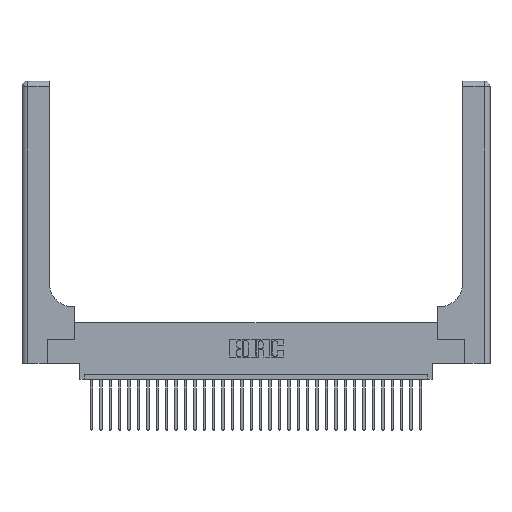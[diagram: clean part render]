
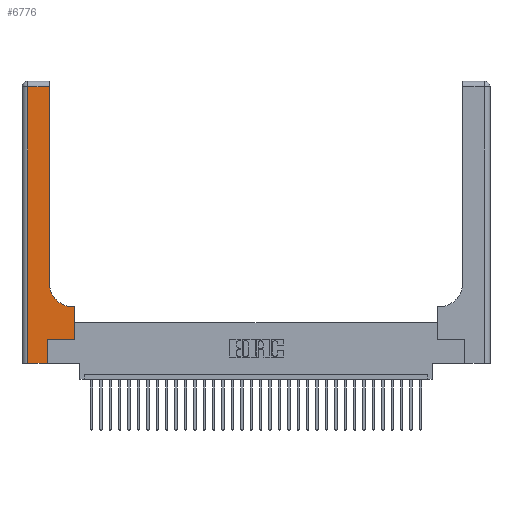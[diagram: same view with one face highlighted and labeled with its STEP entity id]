
A CAD part, top view. The second image highlights one B-rep face of the part: STEP entity #6776.
In plain terms, the highlighted planar face has unit normal (0, 0, 1).
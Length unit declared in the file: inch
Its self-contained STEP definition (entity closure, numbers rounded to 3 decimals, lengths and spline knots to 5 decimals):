
#401 = LINE ( 'NONE', #20697, #19270 ) ;
#704 = CARTESIAN_POINT ( 'NONE',  ( 0.2915, 0.6, 0.37 ) ) ;
#1200 = FACE_OUTER_BOUND ( 'NONE', #11925, .T. ) ;
#1442 = LINE ( 'NONE', #4520, #13031 ) ;
#2526 = VERTEX_POINT ( 'NONE', #9591 ) ;
#2686 = CIRCLE ( 'NONE', #14935, 0.25 ) ;
#3194 = ORIENTED_EDGE ( 'NONE', *, *, #23476, .T. ) ;
#3693 = ORIENTED_EDGE ( 'NONE', *, *, #10312, .T. ) ;
#3863 = VERTEX_POINT ( 'NONE', #24699 ) ;
#4520 = CARTESIAN_POINT ( 'NONE',  ( 0.2915, 3., 0.37 ) ) ;
#4707 = LINE ( 'NONE', #13426, #12694 ) ;
#5249 = VECTOR ( 'NONE', #30117, 39.37008 ) ;
#6121 = ORIENTED_EDGE ( 'NONE', *, *, #9096, .T. ) ;
#6776 = ADVANCED_FACE ( 'NONE', ( #1200 ), #20077, .F. ) ;
#7639 = EDGE_CURVE ( 'NONE', #12095, #23238, #24995, .T. ) ;
#8139 = VECTOR ( 'NONE', #18357, 39.37008 ) ;
#9096 = EDGE_CURVE ( 'NONE', #2526, #30942, #1442, .T. ) ;
#9270 = VERTEX_POINT ( 'NONE', #18593 ) ;
#9391 = CARTESIAN_POINT ( 'NONE',  ( 0.06, 0., 0.37 ) ) ;
#9521 = ORIENTED_EDGE ( 'NONE', *, *, #26414, .T. ) ;
#9591 = CARTESIAN_POINT ( 'NONE',  ( 0.2915, 0.85, 0.37 ) ) ;
#9724 = CARTESIAN_POINT ( 'NONE',  ( 0.269, 0., 0.37 ) ) ;
#10130 = EDGE_CURVE ( 'NONE', #32448, #3863, #11264, .T. ) ;
#10312 = EDGE_CURVE ( 'NONE', #17415, #9270, #401, .T. ) ;
#11264 = LINE ( 'NONE', #704, #5249 ) ;
#11925 = EDGE_LOOP ( 'NONE', ( #6121, #3194, #13906, #3693, #23226, #17100, #17420, #12761, #9521 ) ) ;
#12095 = VERTEX_POINT ( 'NONE', #31049 ) ;
#12589 = VECTOR ( 'NONE', #14330, 39.37008 ) ;
#12694 = VECTOR ( 'NONE', #12744, 39.37008 ) ;
#12744 = DIRECTION ( 'NONE',  ( 0., -1., 0. ) ) ;
#12761 = ORIENTED_EDGE ( 'NONE', *, *, #10130, .T. ) ;
#13031 = VECTOR ( 'NONE', #22146, 39.37008 ) ;
#13336 = VECTOR ( 'NONE', #27583, 39.37008 ) ;
#13338 = DIRECTION ( 'NONE',  ( 0., 0., -1. ) ) ;
#13426 = CARTESIAN_POINT ( 'NONE',  ( 0.06, 3., 0.37 ) ) ;
#13906 = ORIENTED_EDGE ( 'NONE', *, *, #30686, .T. ) ;
#14330 = DIRECTION ( 'NONE',  ( 1., 0., 0. ) ) ;
#14935 = AXIS2_PLACEMENT_3D ( 'NONE', #15275, #33242, #33034 ) ;
#15275 = CARTESIAN_POINT ( 'NONE',  ( 0.5415, 0.85, 0.37 ) ) ;
#15467 = CARTESIAN_POINT ( 'NONE',  ( 0.06, 2.94, 0.37 ) ) ;
#15569 = CARTESIAN_POINT ( 'NONE',  ( 0.5585, 0.6, 0.37 ) ) ;
#16087 = DIRECTION ( 'NONE',  ( 1., 0., 0. ) ) ;
#16099 = AXIS2_PLACEMENT_3D ( 'NONE', #22683, #13338, #28342 ) ;
#16329 = CARTESIAN_POINT ( 'NONE',  ( 0.5585, 0.25, 0.37 ) ) ;
#17100 = ORIENTED_EDGE ( 'NONE', *, *, #7639, .T. ) ;
#17222 = CARTESIAN_POINT ( 'NONE',  ( 0.2915, 2.94, 0.37 ) ) ;
#17247 = EDGE_CURVE ( 'NONE', #23238, #32448, #29849, .T. ) ;
#17415 = VERTEX_POINT ( 'NONE', #9391 ) ;
#17420 = ORIENTED_EDGE ( 'NONE', *, *, #17247, .T. ) ;
#17452 = EDGE_CURVE ( 'NONE', #9270, #12095, #17738, .T. ) ;
#17738 = LINE ( 'NONE', #9724, #24575 ) ;
#18357 = DIRECTION ( 'NONE',  ( 0., 1., 0. ) ) ;
#18593 = CARTESIAN_POINT ( 'NONE',  ( 0.269, 0., 0.37 ) ) ;
#19270 = VECTOR ( 'NONE', #16087, 39.37008 ) ;
#20077 = PLANE ( 'NONE',  #16099 ) ;
#20697 = CARTESIAN_POINT ( 'NONE',  ( 0., 0., 0.37 ) ) ;
#20870 = VERTEX_POINT ( 'NONE', #15467 ) ;
#21451 = CARTESIAN_POINT ( 'NONE',  ( 0.5585, 0.25, 0.37 ) ) ;
#22146 = DIRECTION ( 'NONE',  ( 0., 1., 0. ) ) ;
#22683 = CARTESIAN_POINT ( 'NONE',  ( 0., 3., 0.37 ) ) ;
#23226 = ORIENTED_EDGE ( 'NONE', *, *, #17452, .T. ) ;
#23238 = VERTEX_POINT ( 'NONE', #21451 ) ;
#23476 = EDGE_CURVE ( 'NONE', #30942, #20870, #25747, .T. ) ;
#24552 = CARTESIAN_POINT ( 'NONE',  ( 0.269, 0.25, 0.37 ) ) ;
#24575 = VECTOR ( 'NONE', #24647, 39.37008 ) ;
#24647 = DIRECTION ( 'NONE',  ( 0., 1., 0. ) ) ;
#24699 = CARTESIAN_POINT ( 'NONE',  ( 0.5415, 0.6, 0.37 ) ) ;
#24995 = LINE ( 'NONE', #24552, #12589 ) ;
#25747 = LINE ( 'NONE', #27249, #13336 ) ;
#26414 = EDGE_CURVE ( 'NONE', #3863, #2526, #2686, .T. ) ;
#27249 = CARTESIAN_POINT ( 'NONE',  ( 0., 2.94, 0.37 ) ) ;
#27583 = DIRECTION ( 'NONE',  ( -1., 0., 0. ) ) ;
#28342 = DIRECTION ( 'NONE',  ( -1., 0., 0. ) ) ;
#29849 = LINE ( 'NONE', #16329, #8139 ) ;
#30117 = DIRECTION ( 'NONE',  ( -1., 0., 0. ) ) ;
#30686 = EDGE_CURVE ( 'NONE', #20870, #17415, #4707, .T. ) ;
#30942 = VERTEX_POINT ( 'NONE', #17222 ) ;
#31049 = CARTESIAN_POINT ( 'NONE',  ( 0.269, 0.25, 0.37 ) ) ;
#32448 = VERTEX_POINT ( 'NONE', #15569 ) ;
#33034 = DIRECTION ( 'NONE',  ( 1., 0., 0. ) ) ;
#33242 = DIRECTION ( 'NONE',  ( 0., 0., -1. ) ) ;
